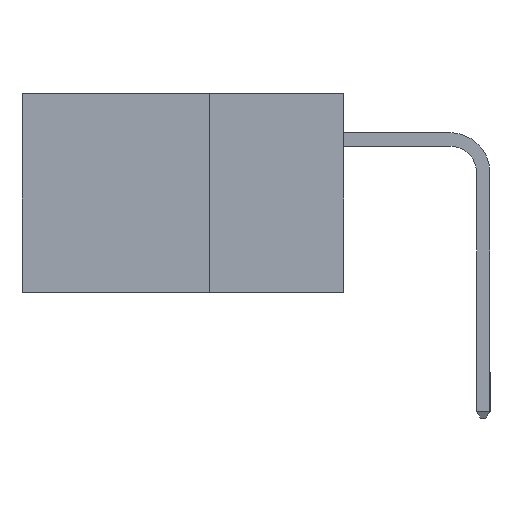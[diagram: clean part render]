
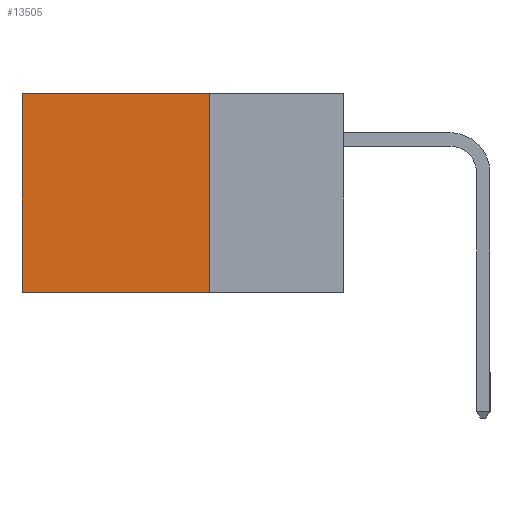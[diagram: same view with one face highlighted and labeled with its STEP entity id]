
A CAD part, left-side view. The second image highlights one B-rep face of the part: STEP entity #13505.
In plain terms, the highlighted planar face has unit normal (-1, 0, 0).
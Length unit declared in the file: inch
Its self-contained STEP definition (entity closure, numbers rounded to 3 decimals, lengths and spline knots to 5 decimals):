
#490 = EDGE_CURVE ( 'NONE', #4127, #15586, #13666, .T. ) ;
#730 = LINE ( 'NONE', #7996, #10144 ) ;
#1051 = EDGE_CURVE ( 'NONE', #6033, #12667, #4981, .T. ) ;
#1066 = PLANE ( 'NONE',  #15785 ) ;
#2274 = CARTESIAN_POINT ( 'NONE',  ( 0.298, 0.25, 0. ) ) ;
#2806 = DIRECTION ( 'NONE',  ( 0., 0., -1. ) ) ;
#4127 = VERTEX_POINT ( 'NONE', #15037 ) ;
#4421 = VECTOR ( 'NONE', #6422, 39.37008 ) ;
#4981 = LINE ( 'NONE', #7880, #14222 ) ;
#5328 = EDGE_LOOP ( 'NONE', ( #12584, #12845, #9422, #15826 ) ) ;
#5425 = DIRECTION ( 'NONE',  ( 0., 1., 0. ) ) ;
#6033 = VERTEX_POINT ( 'NONE', #12428 ) ;
#6422 = DIRECTION ( 'NONE',  ( 0., 1., 0. ) ) ;
#6487 = VECTOR ( 'NONE', #2806, 39.37008 ) ;
#6531 = EDGE_CURVE ( 'NONE', #4127, #6033, #730, .T. ) ;
#7051 = DIRECTION ( 'NONE',  ( 1., 0., 0. ) ) ;
#7659 = LINE ( 'NONE', #11416, #6487 ) ;
#7828 = CARTESIAN_POINT ( 'NONE',  ( 0.298, 0.6, 0. ) ) ;
#7880 = CARTESIAN_POINT ( 'NONE',  ( 0.298, 0.25, -0.37 ) ) ;
#7996 = CARTESIAN_POINT ( 'NONE',  ( 0.298, 0.25, 0. ) ) ;
#8539 = EDGE_CURVE ( 'NONE', #15586, #12667, #7659, .T. ) ;
#9422 = ORIENTED_EDGE ( 'NONE', *, *, #6531, .F. ) ;
#10144 = VECTOR ( 'NONE', #10894, 39.37008 ) ;
#10894 = DIRECTION ( 'NONE',  ( 0., 0., -1. ) ) ;
#11313 = CARTESIAN_POINT ( 'NONE',  ( 0.298, 0.25, 0. ) ) ;
#11416 = CARTESIAN_POINT ( 'NONE',  ( 0.298, 0.6, 0. ) ) ;
#11995 = DIRECTION ( 'NONE',  ( 0., 0., -1. ) ) ;
#12428 = CARTESIAN_POINT ( 'NONE',  ( 0.298, 0.25, -0.37 ) ) ;
#12584 = ORIENTED_EDGE ( 'NONE', *, *, #8539, .T. ) ;
#12622 = CARTESIAN_POINT ( 'NONE',  ( 0.298, 0.6, -0.37 ) ) ;
#12667 = VERTEX_POINT ( 'NONE', #12622 ) ;
#12845 = ORIENTED_EDGE ( 'NONE', *, *, #1051, .F. ) ;
#13505 = ADVANCED_FACE ( 'NONE', ( #15942 ), #1066, .F. ) ;
#13666 = LINE ( 'NONE', #11313, #4421 ) ;
#14222 = VECTOR ( 'NONE', #5425, 39.37008 ) ;
#15037 = CARTESIAN_POINT ( 'NONE',  ( 0.298, 0.25, 0. ) ) ;
#15586 = VERTEX_POINT ( 'NONE', #7828 ) ;
#15785 = AXIS2_PLACEMENT_3D ( 'NONE', #2274, #7051, #11995 ) ;
#15826 = ORIENTED_EDGE ( 'NONE', *, *, #490, .T. ) ;
#15942 = FACE_OUTER_BOUND ( 'NONE', #5328, .T. ) ;
